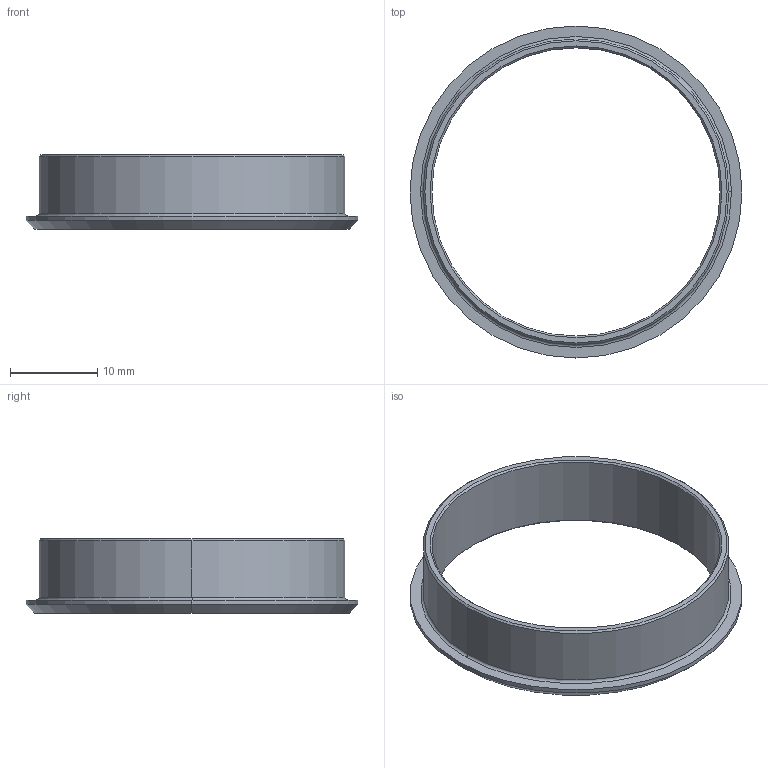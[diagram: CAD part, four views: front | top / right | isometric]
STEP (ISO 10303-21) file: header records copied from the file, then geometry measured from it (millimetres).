
FILE_DESCRIPTION(('CATIA V5 STEP','CAx-IF Rec.Pracs.--- Model Styling and Organization---1.4--- 2014-01-23'),'2;1');
FILE_NAME('Reducteur_35_33.stp','2022-01-11T13:22:18+00:00',('none'),('none'),'CATIA Version 5-6 Release 2019 SP3 HF66','CATIA V5 STEP AP214 v1','none');
FILE_SCHEMA(('AUTOMOTIVE_DESIGN { 1 0 10303 214 1 1 1 1 }'));
Length unit declared in the file: millimetre
Products named in the file (1): Part79
Bounding box: 38 x 38 x 8.5 mm (x, y, z)
Volume: 1103.1 mm3; surface area: 2265.1 mm2
Topology: 1 solids, 1 shells, 19 faces, 38 edges, 22 vertices
Faces by surface type: cone 8, cylinder 6, plane 3, torus 2
Entity records: 494 total; most frequent: CARTESIAN_POINT 78, ORIENTED_EDGE 76, DIRECTION 72, AXIS2_PLACEMENT_3D 42, EDGE_CURVE 38, CIRCLE 24, EDGE_LOOP 22, VERTEX_POINT 22
